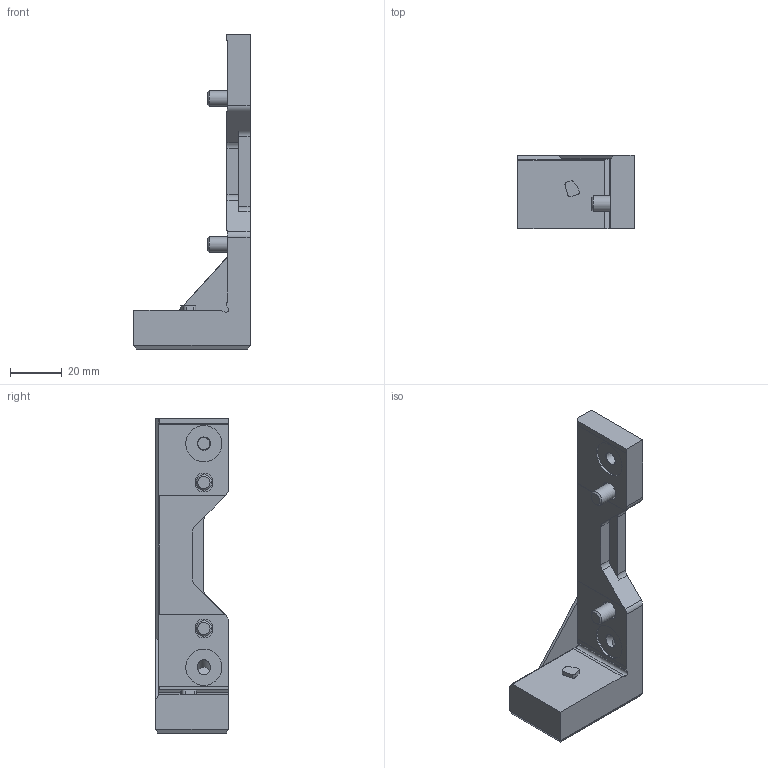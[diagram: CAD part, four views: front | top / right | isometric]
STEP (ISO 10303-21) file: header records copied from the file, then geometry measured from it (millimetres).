
FILE_DESCRIPTION(/* description */ ('STEP AP214'),/* implementation_level */ '2;1');
FILE_NAME(/* name */ '8152400_DADG-AK-G8-25-50',/* time_stamp */ '2024-08-12T17:20:01+02:00',/* author */ ('License CC BY-ND 4.0'),/* organization */ ('CADENAS'),/* preprocessor_version */ 'ST-DEVELOPER v19.3',/* originating_system */ 'PARTsolutions',/* authorisation */ ' ');
FILE_SCHEMA (('AUTOMOTIVE_DESIGN {1 0 10303 214 3 1 1}'));
Length unit declared in the file: millimetre
Products named in the file (3): 8152400 DADG-AK-G8-25-50---(high); 8147139 DGST-25-50---(50_high_g); DIN-6912 - M6x12(F)
Assembly tree (3 placements, depth 2):
  8152400 DADG-AK-G8-25-50---(high)
    8147139 DGST-25-50---(50_high_g)
    DIN-6912 - M6x12(F)  x2
Bounding box: 45 x 28.2 x 121.6 mm (x, y, z)
Volume: 40648.1 mm3; surface area: 14315.1 mm2
Topology: 3 solids, 3 shells, 194 faces, 471 edges, 296 vertices
Faces by surface type: plane 120, cylinder 46, cone 22, torus 6
Full cylindrical faces by diameter (mm): 3 x2, 5 x2, 6 x2, 8.566 x2, 10 x2, 14 x2
Entity records: 4869 total; most frequent: CARTESIAN_POINT 859, DIRECTION 819, ORIENTED_EDGE 780, EDGE_CURVE 390, LINE 279, VECTOR 279, AXIS2_PLACEMENT_3D 270, VERTEX_POINT 264
